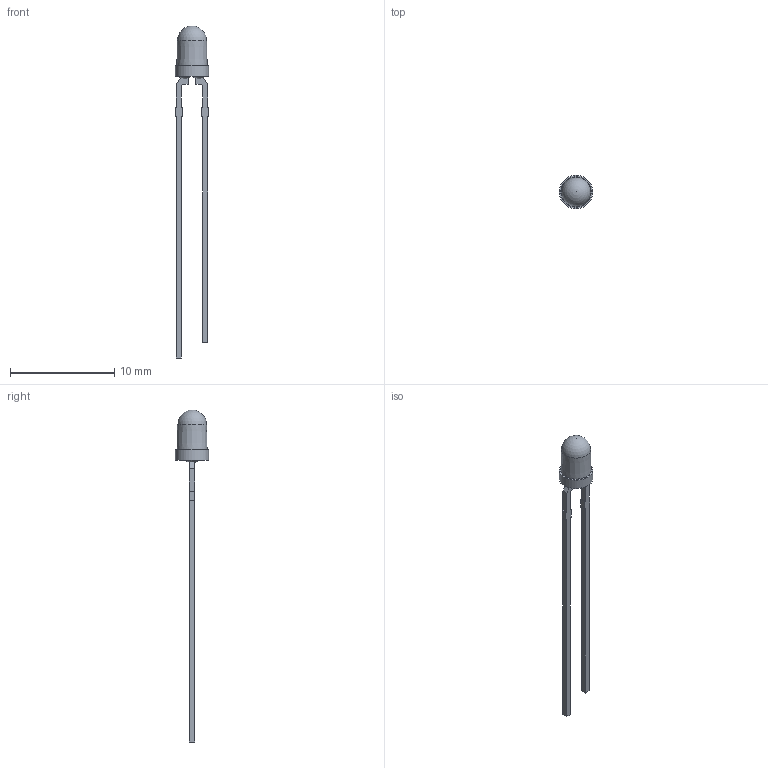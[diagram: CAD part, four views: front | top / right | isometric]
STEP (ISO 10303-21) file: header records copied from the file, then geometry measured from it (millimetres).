
FILE_DESCRIPTION(('STEP AP214'), '1');
FILE_NAME('L-934', '2018-02-09T18:52:03', ('Nobody'), (''), 'ASCON STEP Converter 1.3', 'ASCON Math Kernel', '');
FILE_SCHEMA(('AUTOMOTIVE_DESIGN { 1 0 10303 214 3 1 1}'));
Length unit declared in the file: millimetre
Bounding box: 3.24 x 3.2 x 31.8 mm (x, y, z)
Volume: 43.5 mm3; surface area: 165.7 mm2
Topology: 3 solids, 3 shells, 45 faces, 116 edges, 77 vertices
Faces by surface type: plane 38, cylinder 3, sphere 3, cone 1
Full cylindrical faces by diameter (mm): 3.2 x1
Entity records: 1716 total; most frequent: CARTESIAN_POINT 228, ORIENTED_EDGE 216, DIRECTION 210, EDGE_CURVE 108, LINE 98, VECTOR 98, VERTEX_POINT 74, AXIS2_PLACEMENT_3D 56
